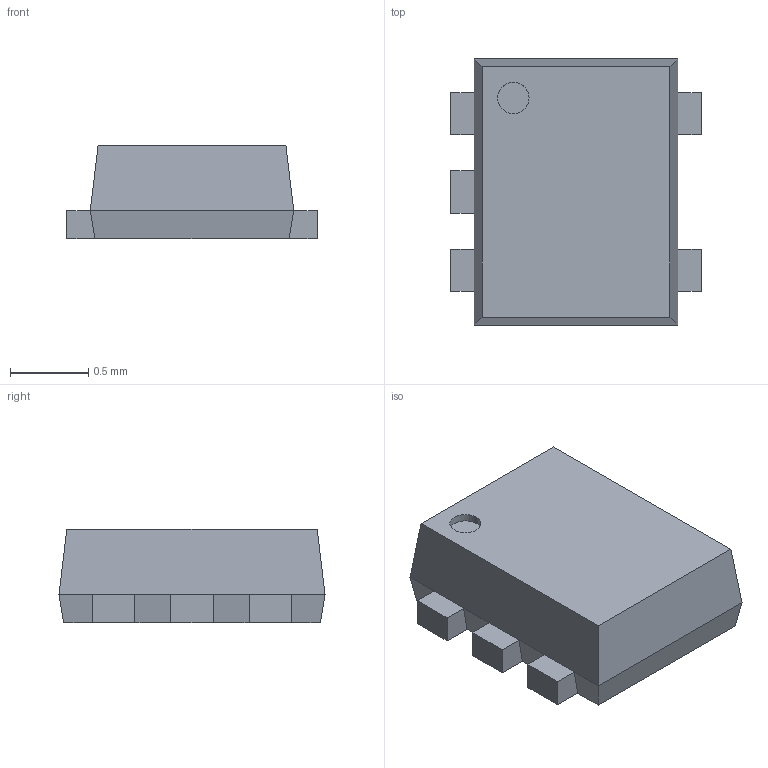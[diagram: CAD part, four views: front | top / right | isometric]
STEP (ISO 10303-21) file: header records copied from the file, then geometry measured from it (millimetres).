
FILE_DESCRIPTION((''),'2;1');
FILE_NAME('SOTFL50P160X60-5N.stp','2014-11-19T09:09:43',(''),(''),'Mechanical Desktop 2011','Mechanical Desktop 2011',', , ');
FILE_SCHEMA(('AUTOMOTIVE_DESIGN { 1 2 10303 214 1 1 1 1 }'));
Length unit declared in the file: millimetre
Products named in the file (1): Product
Bounding box: 1.6 x 1.7 x 0.6 mm (x, y, z)
Volume: 1.3 mm3; surface area: 13.6 mm2
Topology: 7 solids, 7 shells, 65 faces, 150 edges, 100 vertices
Faces by surface type: plane 45, bspline 18, cylinder 2
Entity records: 1854 total; most frequent: CARTESIAN_POINT 370, ORIENTED_EDGE 300, DIRECTION 250, EDGE_CURVE 150, VECTOR 146, LINE 146, VERTEX_POINT 100, EDGE_LOOP 66
